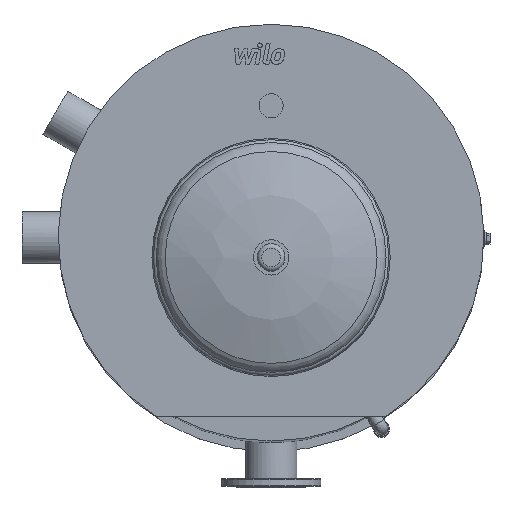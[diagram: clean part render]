
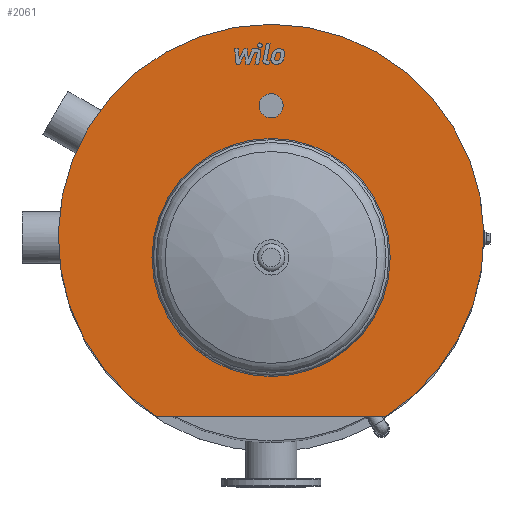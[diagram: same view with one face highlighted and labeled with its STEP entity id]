
A CAD part, top view. The second image highlights one B-rep face of the part: STEP entity #2061.
In plain terms, the highlighted planar face has unit normal (0, 0, 1).
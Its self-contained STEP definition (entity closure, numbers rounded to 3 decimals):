
#127=LINE('',#3514,#253);
#132=LINE('',#3523,#258);
#135=LINE('',#3529,#261);
#253=VECTOR('',#2501,10.);
#258=VECTOR('',#2508,10.);
#261=VECTOR('',#2513,10.);
#419=PLANE('',#2290);
#524=FACE_BOUND('',#822,.T.);
#525=FACE_BOUND('',#823,.T.);
#610=FACE_OUTER_BOUND('',#821,.T.);
#821=EDGE_LOOP('',(#1658,#1659,#1660,#1661));
#822=EDGE_LOOP('',(#1662));
#823=EDGE_LOOP('',(#1663));
#949=CIRCLE('',#2257,26.5);
#962=CIRCLE('',#2280,263.);
#966=CIRCLE('',#2289,470.);
#1021=VERTEX_POINT('',#3511);
#1022=VERTEX_POINT('',#3513);
#1025=VERTEX_POINT('',#3521);
#1027=VERTEX_POINT('',#3526);
#1055=VERTEX_POINT('',#3607);
#1068=VERTEX_POINT('',#3673);
#1230=EDGE_CURVE('',#1022,#1021,#127,.T.);
#1235=EDGE_CURVE('',#1021,#1025,#132,.T.);
#1238=EDGE_CURVE('',#1027,#1022,#135,.T.);
#1267=EDGE_CURVE('',#1055,#1055,#949,.T.);
#1281=EDGE_CURVE('',#1068,#1068,#962,.T.);
#1285=EDGE_CURVE('',#1025,#1027,#966,.T.);
#1658=ORIENTED_EDGE('',*,*,#1235,.T.);
#1659=ORIENTED_EDGE('',*,*,#1285,.T.);
#1660=ORIENTED_EDGE('',*,*,#1238,.T.);
#1661=ORIENTED_EDGE('',*,*,#1230,.T.);
#1662=ORIENTED_EDGE('',*,*,#1267,.T.);
#1663=ORIENTED_EDGE('',*,*,#1281,.T.);
#2061=ADVANCED_FACE('',(#610,#524,#525),#419,.T.);
#2257=AXIS2_PLACEMENT_3D('',#3608,#2614,#2615);
#2280=AXIS2_PLACEMENT_3D('',#3674,#2660,#2661);
#2289=AXIS2_PLACEMENT_3D('',#3686,#2678,#2679);
#2290=AXIS2_PLACEMENT_3D('',#3687,#2680,#2681);
#2501=DIRECTION('',(1.,0.,0.));
#2508=DIRECTION('',(0.,-1.,0.));
#2513=DIRECTION('',(0.,1.,0.));
#2614=DIRECTION('center_axis',(0.,0.,
-1.));
#2615=DIRECTION('ref_axis',(0.,-1.,0.));
#2660=DIRECTION('center_axis',(0.,0.,
-1.));
#2661=DIRECTION('ref_axis',(0.,-1.,0.));
#2678=DIRECTION('center_axis',(0.,0.,
1.));
#2679=DIRECTION('ref_axis',(0.,-1.,0.));
#2680=DIRECTION('center_axis',(0.,0.,
1.));
#2681=DIRECTION('ref_axis',(1.,0.,0.));
#3511=CARTESIAN_POINT('',(250.,-395.,2000.));
#3513=CARTESIAN_POINT('',(-250.,-395.,2000.));
#3514=CARTESIAN_POINT('',(0.,-395.,2000.));
#3521=CARTESIAN_POINT('',(250.,-397.995,2000.));
#3523=CARTESIAN_POINT('',(250.,-352.5,2000.));
#3526=CARTESIAN_POINT('',(-250.,-397.995,2000.));
#3529=CARTESIAN_POINT('',(-250.,-352.5,2000.));
#3607=CARTESIAN_POINT('',(0.,316.5,2000.));
#3608=CARTESIAN_POINT('Origin',(0.,290.,2000.));
#3673=CARTESIAN_POINT('',(0.,-308.,2000.));
#3674=CARTESIAN_POINT('Origin',(0.,-45.,
2000.));
#3686=CARTESIAN_POINT('Origin',(0.,0.,
2000.));
#3687=CARTESIAN_POINT('Origin',(0.,-235.,
2000.));
